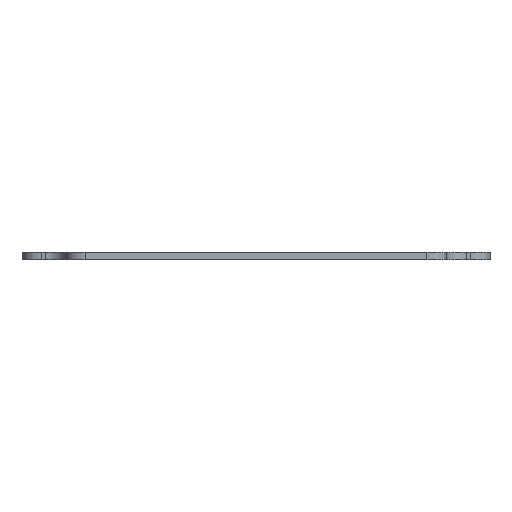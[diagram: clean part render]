
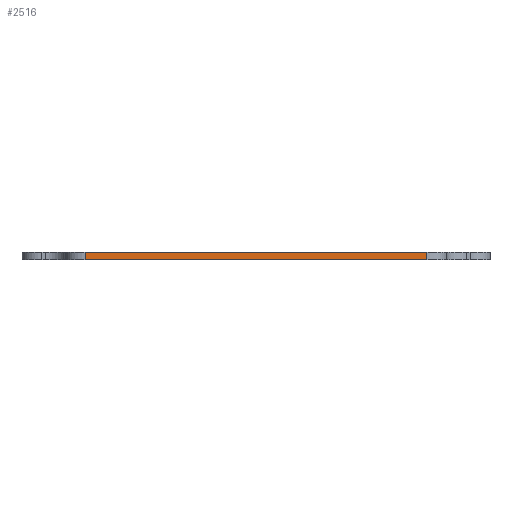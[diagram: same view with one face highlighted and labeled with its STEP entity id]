
A CAD part, left-side view. The second image highlights one B-rep face of the part: STEP entity #2516.
In plain terms, the highlighted planar face has unit normal (-1, 0, 0).
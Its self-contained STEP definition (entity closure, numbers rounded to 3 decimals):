
#69=PLANE('',#2796);
#248=LINE('',#4173,#456);
#253=LINE('',#4195,#461);
#275=LINE('',#4255,#483);
#276=LINE('',#4257,#484);
#456=VECTOR('',#3438,1000.);
#461=VECTOR('',#3457,1000.);
#483=VECTOR('',#3521,1000.);
#484=VECTOR('',#3524,1000.);
#1146=ORIENTED_EDGE('',*,*,#1502,.F.);
#1147=ORIENTED_EDGE('',*,*,#1534,.T.);
#1148=ORIENTED_EDGE('',*,*,#1491,.T.);
#1149=ORIENTED_EDGE('',*,*,#1533,.T.);
#1491=EDGE_CURVE('',#1759,#1758,#248,.T.);
#1502=EDGE_CURVE('',#1768,#1769,#253,.T.);
#1533=EDGE_CURVE('',#1758,#1769,#275,.T.);
#1534=EDGE_CURVE('',#1768,#1759,#276,.F.);
#1758=VERTEX_POINT('',#4172);
#1759=VERTEX_POINT('',#4174);
#1768=VERTEX_POINT('',#4194);
#1769=VERTEX_POINT('',#4196);
#2116=EDGE_LOOP('',(#1146,#1147,#1148,#1149));
#2318=FACE_BOUND('',#2116,.T.);
#2516=ADVANCED_FACE('',(#2318),#69,.T.);
#2796=AXIS2_PLACEMENT_3D('',#4256,#3522,#3523);
#3438=DIRECTION('',(0.,-1.,0.));
#3457=DIRECTION('',(0.,-1.,0.));
#3521=DIRECTION('',(0.,0.,1.));
#3522=DIRECTION('',(-1.,0.,0.));
#3523=DIRECTION('',(0.,0.,1.));
#3524=DIRECTION('',(0.,0.,1.));
#4172=CARTESIAN_POINT('',(-90.,-34.5,-1.588));
#4173=CARTESIAN_POINT('',(-90.,33.5,-1.588));
#4174=CARTESIAN_POINT('',(-90.,34.5,-1.588));
#4194=CARTESIAN_POINT('',(-90.,34.5,0.));
#4195=CARTESIAN_POINT('',(-90.,33.5,0.));
#4196=CARTESIAN_POINT('',(-90.,-34.5,0.));
#4255=CARTESIAN_POINT('',(-90.,-34.5,0.));
#4256=CARTESIAN_POINT('',(-90.,33.5,-1.588));
#4257=CARTESIAN_POINT('',(-90.,34.5,-1.588));
